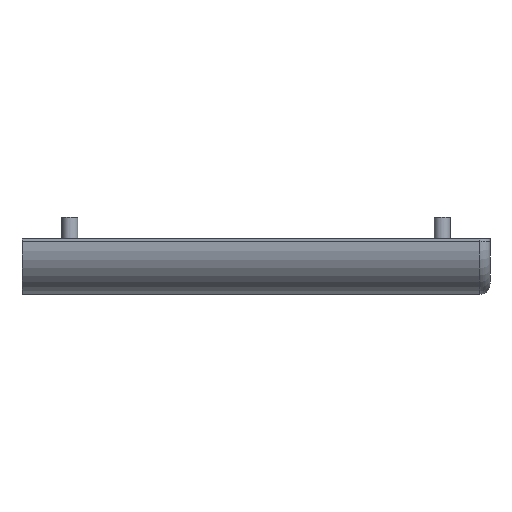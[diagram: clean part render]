
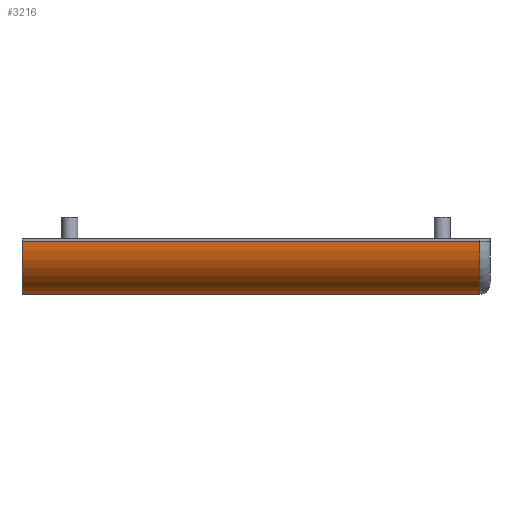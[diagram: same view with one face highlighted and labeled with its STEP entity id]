
A CAD part, front view. The second image highlights one B-rep face of the part: STEP entity #3216.
In plain terms, the highlighted cylindrical face has radius 5 mm (diameter 10 mm), a partial arc.
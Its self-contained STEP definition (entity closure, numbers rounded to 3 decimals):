
#701 = PLANE('',#702);
#702 = AXIS2_PLACEMENT_3D('',#703,#704,#705);
#703 = CARTESIAN_POINT('',(44.,0.,0.));
#704 = DIRECTION('',(0.,-1.,0.));
#705 = DIRECTION('',(-1.,0.,0.));
#729 = PLANE('',#730);
#730 = AXIS2_PLACEMENT_3D('',#731,#732,#733);
#731 = CARTESIAN_POINT('',(0.,0.,0.));
#732 = DIRECTION('',(-1.,0.,0.));
#733 = DIRECTION('',(0.,1.,0.));
#2122 = TOROIDAL_SURFACE('',#2123,4.,1.);
#2123 = AXIS2_PLACEMENT_3D('',#2124,#2125,#2126);
#2124 = CARTESIAN_POINT('',(43.,5.,5.));
#2125 = DIRECTION('',(-1.,-0.,-0.));
#2126 = DIRECTION('',(0.,0.,-1.));
#2288 = VERTEX_POINT('',#2289);
#2289 = CARTESIAN_POINT('',(43.,0.,5.));
#2375 = EDGE_CURVE('',#2288,#2376,#2378,.T.);
#2376 = VERTEX_POINT('',#2377);
#2377 = CARTESIAN_POINT('',(0.,0.,5.));
#2378 = SURFACE_CURVE('',#2379,(#2383,#2390),.PCURVE_S1.);
#2379 = LINE('',#2380,#2381);
#2380 = CARTESIAN_POINT('',(44.,0.,5.));
#2381 = VECTOR('',#2382,1.);
#2382 = DIRECTION('',(-1.,0.,0.));
#2383 = PCURVE('',#701,#2384);
#2384 = DEFINITIONAL_REPRESENTATION('',(#2385),#2389);
#2385 = LINE('',#2386,#2387);
#2386 = CARTESIAN_POINT('',(0.,-5.));
#2387 = VECTOR('',#2388,1.);
#2388 = DIRECTION('',(1.,0.));
#2389 = ( GEOMETRIC_REPRESENTATION_CONTEXT(2) 
PARAMETRIC_REPRESENTATION_CONTEXT() REPRESENTATION_CONTEXT('2D SPACE',''
  ) );
#2390 = PCURVE('',#2391,#2396);
#2391 = CYLINDRICAL_SURFACE('',#2392,5.);
#2392 = AXIS2_PLACEMENT_3D('',#2393,#2394,#2395);
#2393 = CARTESIAN_POINT('',(44.,5.,5.));
#2394 = DIRECTION('',(-1.,0.,0.));
#2395 = DIRECTION('',(0.,0.,-1.));
#2396 = DEFINITIONAL_REPRESENTATION('',(#2397),#2401);
#2397 = LINE('',#2398,#2399);
#2398 = CARTESIAN_POINT('',(1.571,0.));
#2399 = VECTOR('',#2400,1.);
#2400 = DIRECTION('',(0.,1.));
#2401 = ( GEOMETRIC_REPRESENTATION_CONTEXT(2) 
PARAMETRIC_REPRESENTATION_CONTEXT() REPRESENTATION_CONTEXT('2D SPACE',''
  ) );
#2429 = EDGE_CURVE('',#2430,#2376,#2432,.T.);
#2430 = VERTEX_POINT('',#2431);
#2431 = CARTESIAN_POINT('',(0.,5.,0.));
#2432 = SURFACE_CURVE('',#2433,(#2438,#2445),.PCURVE_S1.);
#2433 = CIRCLE('',#2434,5.);
#2434 = AXIS2_PLACEMENT_3D('',#2435,#2436,#2437);
#2435 = CARTESIAN_POINT('',(0.,5.,5.));
#2436 = DIRECTION('',(-1.,0.,0.));
#2437 = DIRECTION('',(0.,0.,-1.));
#2438 = PCURVE('',#729,#2439);
#2439 = DEFINITIONAL_REPRESENTATION('',(#2440),#2444);
#2440 = CIRCLE('',#2441,5.);
#2441 = AXIS2_PLACEMENT_2D('',#2442,#2443);
#2442 = CARTESIAN_POINT('',(5.,-5.));
#2443 = DIRECTION('',(0.,1.));
#2444 = ( GEOMETRIC_REPRESENTATION_CONTEXT(2) 
PARAMETRIC_REPRESENTATION_CONTEXT() REPRESENTATION_CONTEXT('2D SPACE',''
  ) );
#2445 = PCURVE('',#2391,#2446);
#2446 = DEFINITIONAL_REPRESENTATION('',(#2447),#2451);
#2447 = LINE('',#2448,#2449);
#2448 = CARTESIAN_POINT('',(0.,44.));
#2449 = VECTOR('',#2450,1.);
#2450 = DIRECTION('',(1.,0.));
#2451 = ( GEOMETRIC_REPRESENTATION_CONTEXT(2) 
PARAMETRIC_REPRESENTATION_CONTEXT() REPRESENTATION_CONTEXT('2D SPACE',''
  ) );
#2565 = PLANE('',#2566);
#2566 = AXIS2_PLACEMENT_3D('',#2567,#2568,#2569);
#2567 = CARTESIAN_POINT('',(22.,13.,0.));
#2568 = DIRECTION('',(-0.,-0.,-1.));
#2569 = DIRECTION('',(-1.,0.,0.));
#3092 = VERTEX_POINT('',#3093);
#3093 = CARTESIAN_POINT('',(43.,5.,0.));
#3117 = EDGE_CURVE('',#3092,#2288,#3118,.T.);
#3118 = SURFACE_CURVE('',#3119,(#3124,#3131),.PCURVE_S1.);
#3119 = CIRCLE('',#3120,5.);
#3120 = AXIS2_PLACEMENT_3D('',#3121,#3122,#3123);
#3121 = CARTESIAN_POINT('',(43.,5.,5.));
#3122 = DIRECTION('',(-1.,-0.,0.));
#3123 = DIRECTION('',(0.,0.,-1.));
#3124 = PCURVE('',#2122,#3125);
#3125 = DEFINITIONAL_REPRESENTATION('',(#3126),#3130);
#3126 = LINE('',#3127,#3128);
#3127 = CARTESIAN_POINT('',(0.,6.283));
#3128 = VECTOR('',#3129,1.);
#3129 = DIRECTION('',(1.,0.));
#3130 = ( GEOMETRIC_REPRESENTATION_CONTEXT(2) 
PARAMETRIC_REPRESENTATION_CONTEXT() REPRESENTATION_CONTEXT('2D SPACE',''
  ) );
#3131 = PCURVE('',#2391,#3132);
#3132 = DEFINITIONAL_REPRESENTATION('',(#3133),#3137);
#3133 = LINE('',#3134,#3135);
#3134 = CARTESIAN_POINT('',(0.,1.));
#3135 = VECTOR('',#3136,1.);
#3136 = DIRECTION('',(1.,0.));
#3137 = ( GEOMETRIC_REPRESENTATION_CONTEXT(2) 
PARAMETRIC_REPRESENTATION_CONTEXT() REPRESENTATION_CONTEXT('2D SPACE',''
  ) );
#3216 = ADVANCED_FACE('',(#3217),#2391,.T.);
#3217 = FACE_BOUND('',#3218,.T.);
#3218 = EDGE_LOOP('',(#3219,#3240,#3241,#3242));
#3219 = ORIENTED_EDGE('',*,*,#3220,.F.);
#3220 = EDGE_CURVE('',#3092,#2430,#3221,.T.);
#3221 = SURFACE_CURVE('',#3222,(#3226,#3233),.PCURVE_S1.);
#3222 = LINE('',#3223,#3224);
#3223 = CARTESIAN_POINT('',(44.,5.,0.));
#3224 = VECTOR('',#3225,1.);
#3225 = DIRECTION('',(-1.,0.,0.));
#3226 = PCURVE('',#2391,#3227);
#3227 = DEFINITIONAL_REPRESENTATION('',(#3228),#3232);
#3228 = LINE('',#3229,#3230);
#3229 = CARTESIAN_POINT('',(0.,0.));
#3230 = VECTOR('',#3231,1.);
#3231 = DIRECTION('',(0.,1.));
#3232 = ( GEOMETRIC_REPRESENTATION_CONTEXT(2) 
PARAMETRIC_REPRESENTATION_CONTEXT() REPRESENTATION_CONTEXT('2D SPACE',''
  ) );
#3233 = PCURVE('',#2565,#3234);
#3234 = DEFINITIONAL_REPRESENTATION('',(#3235),#3239);
#3235 = LINE('',#3236,#3237);
#3236 = CARTESIAN_POINT('',(-22.,-8.));
#3237 = VECTOR('',#3238,1.);
#3238 = DIRECTION('',(1.,0.));
#3239 = ( GEOMETRIC_REPRESENTATION_CONTEXT(2) 
PARAMETRIC_REPRESENTATION_CONTEXT() REPRESENTATION_CONTEXT('2D SPACE',''
  ) );
#3240 = ORIENTED_EDGE('',*,*,#3117,.T.);
#3241 = ORIENTED_EDGE('',*,*,#2375,.T.);
#3242 = ORIENTED_EDGE('',*,*,#2429,.F.);
